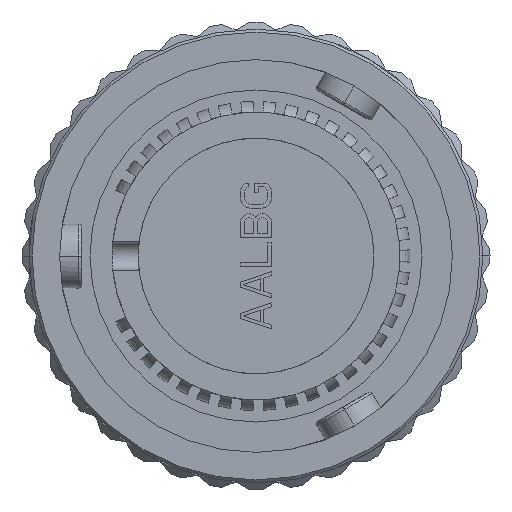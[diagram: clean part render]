
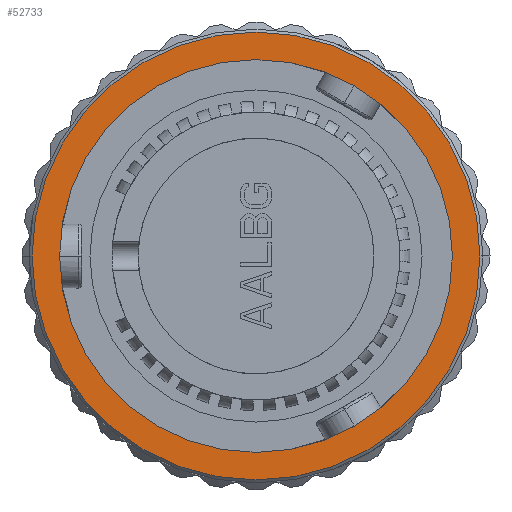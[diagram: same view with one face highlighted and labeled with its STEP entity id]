
A CAD part, left-side view. The second image highlights one B-rep face of the part: STEP entity #52733.
In plain terms, the highlighted planar face has unit normal (-1, 0, 0).
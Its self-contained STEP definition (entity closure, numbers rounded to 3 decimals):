
#16227=CARTESIAN_POINT('',(-27.15,0.,0.));
#16228=DIRECTION('',(1.,0.,0.));
#16229=DIRECTION('',(0.,1.,0.));
#16230=AXIS2_PLACEMENT_3D('',#16227,#16228,#16229);
#16232=CARTESIAN_POINT('',(-27.15,0.,0.));
#16233=DIRECTION('',(-1.,0.,0.));
#16234=DIRECTION('',(0.,1.,0.));
#16235=AXIS2_PLACEMENT_3D('',#16232,#16233,#16234);
#16237=CARTESIAN_POINT('',(-27.15,0.,0.));
#16238=DIRECTION('',(1.,0.,0.));
#16239=DIRECTION('',(0.,1.,0.));
#16240=AXIS2_PLACEMENT_3D('',#16237,#16238,#16239);
#16242=CARTESIAN_POINT('',(-27.15,0.,0.));
#16243=DIRECTION('',(-1.,0.,0.));
#16244=DIRECTION('',(0.,1.,0.));
#16245=AXIS2_PLACEMENT_3D('',#16242,#16243,#16244);
#33104=CARTESIAN_POINT('',(-27.15,13.81,-0.001));
#33105=CARTESIAN_POINT('',(-27.15,-13.81,0.001));
#33106=VERTEX_POINT('',#33104);
#33107=VERTEX_POINT('',#33105);
#33532=CARTESIAN_POINT('',(-27.15,15.75,-0.001));
#33533=VERTEX_POINT('',#33532);
#33534=CARTESIAN_POINT('',(-27.15,-15.75,0.001));
#33535=VERTEX_POINT('',#33534);
#52718=CARTESIAN_POINT('',(-27.15,0.,0.));
#52719=DIRECTION('',(-1.,0.,0.));
#52720=DIRECTION('',(0.,-1.,0.));
#52721=AXIS2_PLACEMENT_3D('',#52718,#52719,#52720);
#52722=PLANE('1155',#52721);
#52723=ORIENTED_EDGE('4807',*,*,#52704,.F.);
#52724=ORIENTED_EDGE('4809',*,*,#52686,.T.);
#52725=EDGE_LOOP('1155',(#52723,#52724));
#52726=FACE_OUTER_BOUND('1155',#52725,.F.);
#52728=ORIENTED_EDGE('4533',*,*,#52727,.F.);
#52730=ORIENTED_EDGE('4531',*,*,#52729,.T.);
#52731=EDGE_LOOP('1155',(#52728,#52730));
#52732=FACE_BOUND('1155',#52731,.F.);
#16231=CIRCLE('4809',#16230,15.75);
#16236=CIRCLE('4807',#16235,15.75);
#16241=CIRCLE('4533',#16240,13.81);
#16246=CIRCLE('4531',#16245,13.81);
#52686=EDGE_CURVE('4809',#33533,#33535,#16231,.T.);
#52704=EDGE_CURVE('4807',#33533,#33535,#16236,.T.);
#52727=EDGE_CURVE('4533',#33106,#33107,#16241,.T.);
#52729=EDGE_CURVE('4531',#33106,#33107,#16246,.T.);
#52733=ADVANCED_FACE('1155',(#52726,#52732),#52722,.T.);
